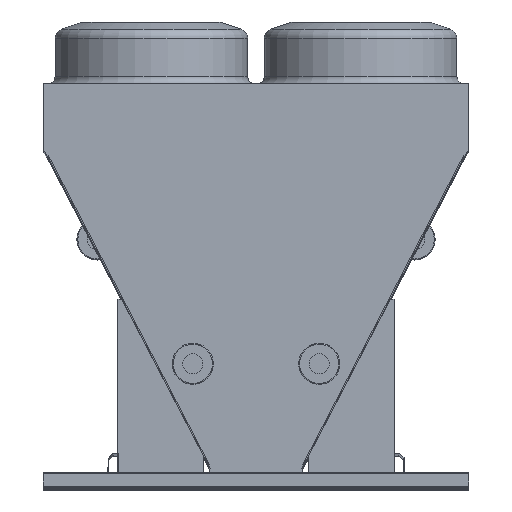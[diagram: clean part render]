
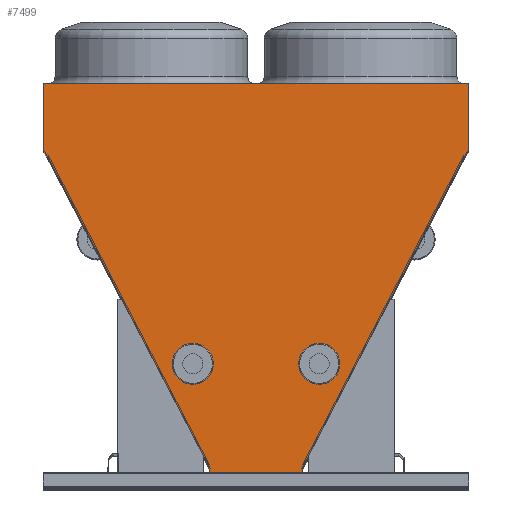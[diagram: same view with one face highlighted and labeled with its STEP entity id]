
A CAD part, top view. The second image highlights one B-rep face of the part: STEP entity #7499.
In plain terms, the highlighted planar face has unit normal (0, 0, 1).
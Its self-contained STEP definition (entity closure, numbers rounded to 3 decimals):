
#36 = DIRECTION ( 'NONE',  ( 0., -1., 0. ) ) ;
#219 = LINE ( 'NONE', #33868, #33163 ) ;
#335 = ORIENTED_EDGE ( 'NONE', *, *, #34184, .T. ) ;
#474 = VECTOR ( 'NONE', #29216, 1000. ) ;
#478 = CARTESIAN_POINT ( 'NONE',  ( 1136.15, 2083.62, 0. ) ) ;
#795 = DIRECTION ( 'NONE',  ( 0., -1., 0. ) ) ;
#977 = DIRECTION ( 'NONE',  ( 0., 1., 0. ) ) ;
#1421 = CARTESIAN_POINT ( 'NONE',  ( -246.893, 17.358, 0. ) ) ;
#1494 = CARTESIAN_POINT ( 'NONE',  ( 279.893, 1.482, 0. ) ) ;
#1665 = CARTESIAN_POINT ( 'NONE',  ( -279.893, 1.482, 0. ) ) ;
#2122 = CARTESIAN_POINT ( 'NONE',  ( -246.893, 17.358, 0. ) ) ;
#2967 = VECTOR ( 'NONE', #21988, 1000. ) ;
#3276 = VECTOR ( 'NONE', #25295, 1000. ) ;
#4100 = LINE ( 'NONE', #29119, #20166 ) ;
#4136 = AXIS2_PLACEMENT_3D ( 'NONE', #16905, #37875, #19933 ) ;
#4172 = CARTESIAN_POINT ( 'NONE',  ( 1127.607, 1711.053, 0. ) ) ;
#4853 = VERTEX_POINT ( 'NONE', #15533 ) ;
#4921 = VERTEX_POINT ( 'NONE', #33735 ) ;
#5104 = CARTESIAN_POINT ( 'NONE',  ( 279.893, 0., 0. ) ) ;
#5162 = EDGE_CURVE ( 'NONE', #19109, #4921, #38520, .T. ) ;
#5276 = LINE ( 'NONE', #16238, #36288 ) ;
#5534 = CARTESIAN_POINT ( 'NONE',  ( 246.893, 17.358, 0. ) ) ;
#5724 = ORIENTED_EDGE ( 'NONE', *, *, #5162, .T. ) ;
#5760 = DIRECTION ( 'NONE',  ( 0., -1., 0. ) ) ;
#6027 = EDGE_CURVE ( 'NONE', #20087, #24260, #22136, .T. ) ;
#6356 = VERTEX_POINT ( 'NONE', #29447 ) ;
#7336 = LINE ( 'NONE', #5104, #14446 ) ;
#7499 = ADVANCED_FACE ( 'NONE', ( #15426 ), #34843, .F. ) ;
#7784 = CARTESIAN_POINT ( 'NONE',  ( 1127.607, 1711.053, 0. ) ) ;
#7788 = LINE ( 'NONE', #33978, #30826 ) ;
#7836 = VERTEX_POINT ( 'NONE', #33497 ) ;
#8490 = ORIENTED_EDGE ( 'NONE', *, *, #27510, .T. ) ;
#8567 = EDGE_CURVE ( 'NONE', #32665, #20179, #17672, .T. ) ;
#8822 = CARTESIAN_POINT ( 'NONE',  ( -279.893, 0., 0. ) ) ;
#9158 = CARTESIAN_POINT ( 'NONE',  ( -246.893, 17.358, 0. ) ) ;
#9752 = EDGE_LOOP ( 'NONE', ( #13744, #21010, #22698, #32916, #35304, #12006, #27141, #16183, #5724, #22144, #17355, #335, #14120, #13250, #27543, #30128, #8490, #19843 ) ) ;
#9888 = LINE ( 'NONE', #8822, #32863 ) ;
#10232 = VERTEX_POINT ( 'NONE', #478 ) ;
#10273 = CARTESIAN_POINT ( 'NONE',  ( 245.39, 20.232, 0. ) ) ;
#10374 = EDGE_CURVE ( 'NONE', #7836, #24122, #26468, .T. ) ;
#10909 = CARTESIAN_POINT ( 'NONE',  ( 279.893, 0., 0. ) ) ;
#11030 = LINE ( 'NONE', #36874, #2967 ) ;
#11154 = DIRECTION ( 'NONE',  ( -1., 0., 0. ) ) ;
#12006 = ORIENTED_EDGE ( 'NONE', *, *, #34175, .T. ) ;
#12245 = VERTEX_POINT ( 'NONE', #5534 ) ;
#12539 = CARTESIAN_POINT ( 'NONE',  ( 279.893, 1.482, 0. ) ) ;
#13250 = ORIENTED_EDGE ( 'NONE', *, *, #10374, .T. ) ;
#13349 = LINE ( 'NONE', #7784, #28345 ) ;
#13526 = CARTESIAN_POINT ( 'NONE',  ( -245.403, 20.223, 0. ) ) ;
#13744 = ORIENTED_EDGE ( 'NONE', *, *, #6027, .T. ) ;
#14120 = ORIENTED_EDGE ( 'NONE', *, *, #37957, .T. ) ;
#14245 = CARTESIAN_POINT ( 'NONE',  ( 246.893, 1.482, 0. ) ) ;
#14446 = VECTOR ( 'NONE', #32183, 1000. ) ;
#14747 = CARTESIAN_POINT ( 'NONE',  ( -279.893, 0., 0. ) ) ;
#14873 = EDGE_CURVE ( 'NONE', #24260, #6356, #219, .T. ) ;
#15426 = FACE_OUTER_BOUND ( 'NONE', #9752, .T. ) ;
#15533 = CARTESIAN_POINT ( 'NONE',  ( -1126.246, 1711.83, 0. ) ) ;
#15929 = DIRECTION ( 'NONE',  ( 0.462, -0.887, 0. ) ) ;
#16183 = ORIENTED_EDGE ( 'NONE', *, *, #25102, .T. ) ;
#16238 = CARTESIAN_POINT ( 'NONE',  ( -245.403, 20.223, 0. ) ) ;
#16746 = VECTOR ( 'NONE', #19738, 1000. ) ;
#16905 = CARTESIAN_POINT ( 'NONE',  ( 0., 0., 0. ) ) ;
#17294 = VECTOR ( 'NONE', #27610, 1000. ) ;
#17355 = ORIENTED_EDGE ( 'NONE', *, *, #26840, .T. ) ;
#17672 = LINE ( 'NONE', #1665, #16746 ) ;
#17905 = EDGE_CURVE ( 'NONE', #10232, #20087, #4100, .T. ) ;
#18385 = LINE ( 'NONE', #4172, #3276 ) ;
#18459 = VECTOR ( 'NONE', #34283, 1000. ) ;
#18988 = EDGE_CURVE ( 'NONE', #4921, #24905, #7336, .T. ) ;
#19013 = VERTEX_POINT ( 'NONE', #14245 ) ;
#19109 = VERTEX_POINT ( 'NONE', #14747 ) ;
#19128 = LINE ( 'NONE', #25125, #32214 ) ;
#19390 = DIRECTION ( 'NONE',  ( 0.462, -0.887, 0. ) ) ;
#19410 = EDGE_CURVE ( 'NONE', #6356, #4853, #19128, .T. ) ;
#19738 = DIRECTION ( 'NONE',  ( -1., 0., 0. ) ) ;
#19805 = DIRECTION ( 'NONE',  ( 0.462, 0.887, 0. ) ) ;
#19843 = ORIENTED_EDGE ( 'NONE', *, *, #17905, .T. ) ;
#19933 = DIRECTION ( 'NONE',  ( -1., 0., 0. ) ) ;
#20087 = VERTEX_POINT ( 'NONE', #28751 ) ;
#20166 = VECTOR ( 'NONE', #11154, 1000. ) ;
#20179 = VERTEX_POINT ( 'NONE', #29392 ) ;
#20844 = VERTEX_POINT ( 'NONE', #29472 ) ;
#21010 = ORIENTED_EDGE ( 'NONE', *, *, #14873, .T. ) ;
#21164 = VECTOR ( 'NONE', #795, 1000. ) ;
#21272 = DIRECTION ( 'NONE',  ( 0., 1., 0. ) ) ;
#21901 = CARTESIAN_POINT ( 'NONE',  ( -1136.282, 1727.462, 0. ) ) ;
#21988 = DIRECTION ( 'NONE',  ( -0.463, 0.886, 0. ) ) ;
#22136 = LINE ( 'NONE', #21901, #21164 ) ;
#22144 = ORIENTED_EDGE ( 'NONE', *, *, #18988, .T. ) ;
#22698 = ORIENTED_EDGE ( 'NONE', *, *, #19410, .T. ) ;
#24122 = VERTEX_POINT ( 'NONE', #33201 ) ;
#24260 = VERTEX_POINT ( 'NONE', #30964 ) ;
#24538 = LINE ( 'NONE', #2122, #474 ) ;
#24882 = VERTEX_POINT ( 'NONE', #13526 ) ;
#24905 = VERTEX_POINT ( 'NONE', #1494 ) ;
#25102 = EDGE_CURVE ( 'NONE', #20179, #19109, #9888, .T. ) ;
#25125 = CARTESIAN_POINT ( 'NONE',  ( -1127.739, 1711.053, 0. ) ) ;
#25295 = DIRECTION ( 'NONE',  ( 0.887, -0.462, 0. ) ) ;
#25316 = LINE ( 'NONE', #12539, #17294 ) ;
#25496 = VERTEX_POINT ( 'NONE', #1421 ) ;
#26285 = VECTOR ( 'NONE', #21272, 1000. ) ;
#26468 = LINE ( 'NONE', #10273, #18459 ) ;
#26840 = EDGE_CURVE ( 'NONE', #24905, #19013, #25316, .T. ) ;
#27141 = ORIENTED_EDGE ( 'NONE', *, *, #8567, .T. ) ;
#27193 = VECTOR ( 'NONE', #36, 1000. ) ;
#27510 = EDGE_CURVE ( 'NONE', #20844, #10232, #7788, .T. ) ;
#27543 = ORIENTED_EDGE ( 'NONE', *, *, #32736, .T. ) ;
#27610 = DIRECTION ( 'NONE',  ( -1., 0., 0. ) ) ;
#28345 = VECTOR ( 'NONE', #19805, 1000. ) ;
#28751 = CARTESIAN_POINT ( 'NONE',  ( -1136.282, 2083.62, 0. ) ) ;
#28884 = DIRECTION ( 'NONE',  ( 1., 0., 0. ) ) ;
#29119 = CARTESIAN_POINT ( 'NONE',  ( -1136.282, 2083.62, 0. ) ) ;
#29216 = DIRECTION ( 'NONE',  ( -0.461, -0.887, 0. ) ) ;
#29263 = EDGE_CURVE ( 'NONE', #4853, #24882, #5276, .T. ) ;
#29392 = CARTESIAN_POINT ( 'NONE',  ( -279.893, 1.482, 0. ) ) ;
#29447 = CARTESIAN_POINT ( 'NONE',  ( -1127.739, 1711.053, 0. ) ) ;
#29472 = CARTESIAN_POINT ( 'NONE',  ( 1136.15, 1727.462, 0. ) ) ;
#30128 = ORIENTED_EDGE ( 'NONE', *, *, #30625, .T. ) ;
#30169 = CARTESIAN_POINT ( 'NONE',  ( 246.893, 17.358, 0. ) ) ;
#30625 = EDGE_CURVE ( 'NONE', #37479, #20844, #13349, .T. ) ;
#30826 = VECTOR ( 'NONE', #977, 1000. ) ;
#30964 = CARTESIAN_POINT ( 'NONE',  ( -1136.282, 1727.462, 0. ) ) ;
#31097 = DIRECTION ( 'NONE',  ( 0.887, 0.462, 0. ) ) ;
#32183 = DIRECTION ( 'NONE',  ( 0., 1., 0. ) ) ;
#32214 = VECTOR ( 'NONE', #31097, 1000. ) ;
#32384 = EDGE_CURVE ( 'NONE', #24882, #25496, #24538, .T. ) ;
#32665 = VERTEX_POINT ( 'NONE', #33624 ) ;
#32736 = EDGE_CURVE ( 'NONE', #24122, #37479, #18385, .T. ) ;
#32863 = VECTOR ( 'NONE', #5760, 1000. ) ;
#32916 = ORIENTED_EDGE ( 'NONE', *, *, #29263, .T. ) ;
#33163 = VECTOR ( 'NONE', #15929, 1000. ) ;
#33201 = CARTESIAN_POINT ( 'NONE',  ( 1126.218, 1711.776, 0. ) ) ;
#33497 = CARTESIAN_POINT ( 'NONE',  ( 245.39, 20.232, 0. ) ) ;
#33624 = CARTESIAN_POINT ( 'NONE',  ( -246.893, 1.482, 0. ) ) ;
#33735 = CARTESIAN_POINT ( 'NONE',  ( 279.893, 0., 0. ) ) ;
#33868 = CARTESIAN_POINT ( 'NONE',  ( -1127.739, 1711.053, 0. ) ) ;
#33978 = CARTESIAN_POINT ( 'NONE',  ( 1136.15, 2083.62, 0. ) ) ;
#34175 = EDGE_CURVE ( 'NONE', #25496, #32665, #36071, .T. ) ;
#34184 = EDGE_CURVE ( 'NONE', #19013, #12245, #34232, .T. ) ;
#34232 = LINE ( 'NONE', #30169, #26285 ) ;
#34283 = DIRECTION ( 'NONE',  ( 0.462, 0.887, 0. ) ) ;
#34567 = CARTESIAN_POINT ( 'NONE',  ( 1127.607, 1711.053, 0. ) ) ;
#34843 = PLANE ( 'NONE',  #4136 ) ;
#35304 = ORIENTED_EDGE ( 'NONE', *, *, #32384, .T. ) ;
#36071 = LINE ( 'NONE', #9158, #27193 ) ;
#36288 = VECTOR ( 'NONE', #19390, 1000. ) ;
#36874 = CARTESIAN_POINT ( 'NONE',  ( 246.893, 17.358, 0. ) ) ;
#37479 = VERTEX_POINT ( 'NONE', #34567 ) ;
#37597 = VECTOR ( 'NONE', #28884, 1000. ) ;
#37875 = DIRECTION ( 'NONE',  ( 0., 0., -1. ) ) ;
#37957 = EDGE_CURVE ( 'NONE', #12245, #7836, #11030, .T. ) ;
#38520 = LINE ( 'NONE', #10909, #37597 ) ;
